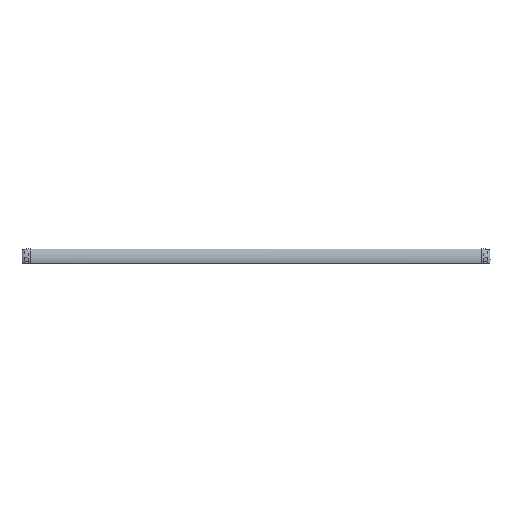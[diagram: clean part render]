
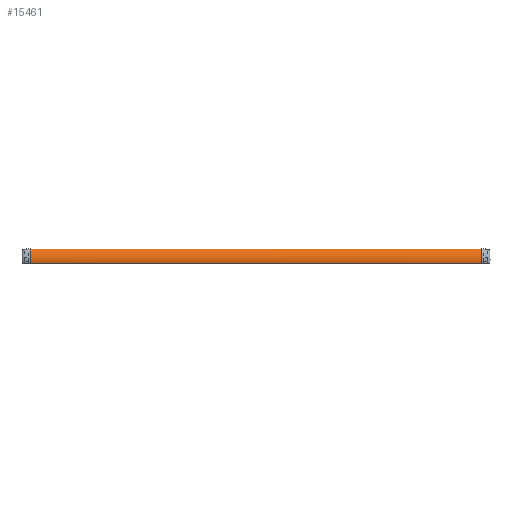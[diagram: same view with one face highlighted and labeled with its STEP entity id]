
A CAD part, top view. The second image highlights one B-rep face of the part: STEP entity #15461.
In plain terms, the highlighted cylindrical face has radius 38.4 mm (diameter 76.8 mm), a partial arc.
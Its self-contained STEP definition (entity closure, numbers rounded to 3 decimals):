
#1377=CARTESIAN_POINT('',(955.6,-6.347,-6.239));
#1378=DIRECTION('',(-1.,0.,0.));
#1379=DIRECTION('',(0.,-0.23,0.973));
#1380=AXIS2_PLACEMENT_3D('',#1377,#1378,#1379);
#1500=DIRECTION('',(-1.,0.,0.));
#1501=VECTOR('',#1500,1167.);
#1502=CARTESIAN_POINT('',(955.6,19.869,21.819));
#1503=LINE('',#1502,#1501);
#1504=CARTESIAN_POINT('',(-211.4,19.869,21.819));
#1557=CARTESIAN_POINT('',(-211.4,19.815,21.869));
#1558=CARTESIAN_POINT('',(-211.4,19.824,21.861));
#1559=CARTESIAN_POINT('',(-211.4,19.842,21.844));
#1560=CARTESIAN_POINT('',(-211.4,19.86,21.827));
#1561=CARTESIAN_POINT('',(-211.4,19.869,21.819));
#1563=CARTESIAN_POINT('',(-210.989,-15.195,
31.127));
#1564=CARTESIAN_POINT('',(-211.014,-14.717,
31.241));
#1565=CARTESIAN_POINT('',(-211.056,-13.751,
31.45));
#1566=CARTESIAN_POINT('',(-211.108,-12.266,
31.712));
#1567=CARTESIAN_POINT('',(-211.136,-11.265,
31.848));
#1568=CARTESIAN_POINT('',(-211.149,-10.762,
31.906));
#1570=CARTESIAN_POINT('',(-211.149,-10.762,
31.906));
#1571=CARTESIAN_POINT('',(-211.191,-10.761,
31.906));
#1572=CARTESIAN_POINT('',(-211.275,-10.759,
31.906));
#1573=CARTESIAN_POINT('',(-211.358,-10.758,
31.906));
#1574=CARTESIAN_POINT('',(-211.4,-10.757,31.907));
#1576=CARTESIAN_POINT('',(-211.4,-6.347,-6.239));
#1577=DIRECTION('',(-1.,0.,0.));
#1578=DIRECTION('',(0.,-0.048,0.999));
#1579=AXIS2_PLACEMENT_3D('',#1576,#1577,#1578);
#1581=CARTESIAN_POINT('',(-211.4,-6.347,-6.239));
#1582=DIRECTION('',(-1.,0.,0.));
#1583=DIRECTION('',(0.,0.148,0.989));
#1584=AXIS2_PLACEMENT_3D('',#1581,#1582,#1583);
#1609=DIRECTION('',(1.,0.,0.));
#1610=VECTOR('',#1609,1166.589);
#1611=CARTESIAN_POINT('',(-210.989,-15.195,
31.127));
#1612=LINE('',#1611,#1610);
#4154=CARTESIAN_POINT('',(-211.4,-6.347,-6.239));
#4155=DIRECTION('',(1.,0.,0.));
#4156=DIRECTION('',(0.,0.148,0.989));
#4157=AXIS2_PLACEMENT_3D('',#4154,#4155,#4156);
#4163=CARTESIAN_POINT('',(-211.4,-6.347,-6.239));
#4164=DIRECTION('',(1.,0.,0.));
#4165=DIRECTION('',(0.,-0.048,0.999));
#4166=AXIS2_PLACEMENT_3D('',#4163,#4164,#4165);
#12519=CARTESIAN_POINT('',(955.6,19.869,21.819));
#12521=VERTEX_POINT('',#12519);
#12573=CARTESIAN_POINT('',(955.6,-15.195,31.127));
#12574=VERTEX_POINT('',#12573);
#13389=VERTEX_POINT('',#1504);
#13390=VERTEX_POINT('',#1557);
#13391=CARTESIAN_POINT('',(-211.4,-8.189,32.116));
#13392=CARTESIAN_POINT('',(-211.4,-4.505,32.116));
#13393=VERTEX_POINT('',#13391);
#13394=VERTEX_POINT('',#13392);
#13395=CARTESIAN_POINT('',(-211.4,-0.65,31.736));
#13396=VERTEX_POINT('',#13395);
#13397=VERTEX_POINT('',#1563);
#13398=VERTEX_POINT('',#1568);
#13399=VERTEX_POINT('',#1574);
#15437=CARTESIAN_POINT('',(955.6,-6.347,-6.239));
#15438=DIRECTION('',(-1.,0.,0.));
#15439=DIRECTION('',(0.,1.,-0.011));
#15440=AXIS2_PLACEMENT_3D('',#15437,#15438,#15439);
#15441=CYLINDRICAL_SURFACE('',#15440,38.4);
#15442=ORIENTED_EDGE('',*,*,#15427,.T.);
#15443=ORIENTED_EDGE('',*,*,#15396,.F.);
#15444=ORIENTED_EDGE('',*,*,#15352,.F.);
#15446=ORIENTED_EDGE('',*,*,#15445,.F.);
#15448=ORIENTED_EDGE('',*,*,#15447,.T.);
#15450=ORIENTED_EDGE('',*,*,#15449,.T.);
#15452=ORIENTED_EDGE('',*,*,#15451,.F.);
#15454=ORIENTED_EDGE('',*,*,#15453,.T.);
#15456=ORIENTED_EDGE('',*,*,#15455,.F.);
#15458=ORIENTED_EDGE('',*,*,#15457,.T.);
#15459=EDGE_LOOP('',(#15442,#15443,#15444,#15446,#15448,#15450,#15452,#15454,
#15456,#15458));
#15460=FACE_OUTER_BOUND('',#15459,.F.);
#15461=ADVANCED_FACE('',(#15460),#15441,.T.);
#1381=CIRCLE('',#1380,38.4);
#1562=B_SPLINE_CURVE_WITH_KNOTS('',3,(#1557,#1558,#1559,#1560,#1561),
.UNSPECIFIED.,.F.,.F.,(4,1,4),(0.,0.5,1.),.UNSPECIFIED.);
#1569=B_SPLINE_CURVE_WITH_KNOTS('',3,(#1563,#1564,#1565,#1566,#1567,#1568),
.UNSPECIFIED.,.F.,.F.,(4,1,1,4),(0.,0.333,0.667,1.),
.UNSPECIFIED.);
#1575=B_SPLINE_CURVE_WITH_KNOTS('',3,(#1570,#1571,#1572,#1573,#1574),
.UNSPECIFIED.,.F.,.F.,(4,1,4),(0.,0.5,1.),.UNSPECIFIED.);
#1580=CIRCLE('',#1579,38.4);
#1585=CIRCLE('',#1584,38.4);
#4158=CIRCLE('',#4157,38.4);
#4167=CIRCLE('',#4166,38.4);
#15352=EDGE_CURVE('',#12574,#12521,#1381,.T.);
#15396=EDGE_CURVE('',#12521,#13389,#1503,.T.);
#15427=EDGE_CURVE('',#13390,#13389,#1562,.T.);
#15445=EDGE_CURVE('',#13397,#12574,#1612,.T.);
#15447=EDGE_CURVE('',#13397,#13398,#1569,.T.);
#15449=EDGE_CURVE('',#13398,#13399,#1575,.T.);
#15451=EDGE_CURVE('',#13393,#13399,#4167,.T.);
#15453=EDGE_CURVE('',#13393,#13394,#1580,.T.);
#15455=EDGE_CURVE('',#13396,#13394,#4158,.T.);
#15457=EDGE_CURVE('',#13396,#13390,#1585,.T.);
